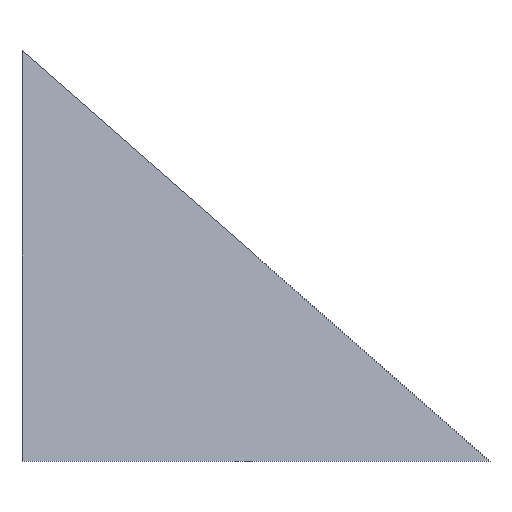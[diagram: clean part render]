
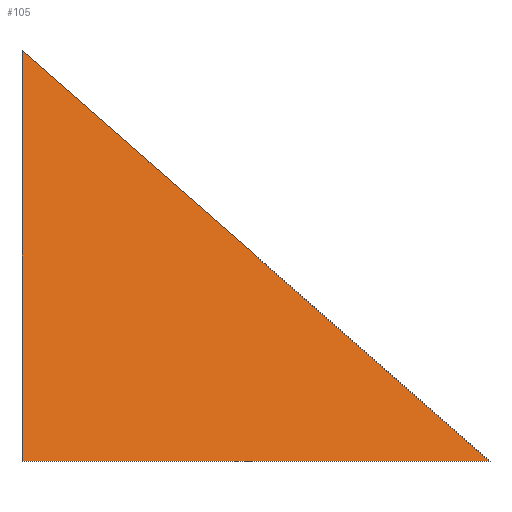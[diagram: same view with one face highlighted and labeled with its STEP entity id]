
A CAD part, front view. The second image highlights one B-rep face of the part: STEP entity #105.
In plain terms, the highlighted planar face has unit normal (0.514, -0.857, 0.042).
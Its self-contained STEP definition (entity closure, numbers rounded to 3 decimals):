
#21 = EDGE_CURVE('',#22,#24,#26,.T.);
#22 = VERTEX_POINT('',#23);
#23 = CARTESIAN_POINT('',(0.,367.959,0.));
#24 = VERTEX_POINT('',#25);
#25 = CARTESIAN_POINT('',(0.,382.872,
    306.687));
#26 = SURFACE_CURVE('',#27,(#31,#42),.PCURVE_S1.);
#27 = LINE('',#28,#29);
#28 = CARTESIAN_POINT('',(0.,384.356,
    337.191));
#29 = VECTOR('',#30,1.);
#30 = DIRECTION('',(0.,0.049,0.999));
#31 = PCURVE('',#32,#37);
#32 = PLANE('',#33);
#33 = AXIS2_PLACEMENT_3D('',#34,#35,#36);
#34 = CARTESIAN_POINT('',(0.,0.,0.));
#35 = DIRECTION('',(1.,0.,-0.));
#36 = DIRECTION('',(0.,0.,1.));
#37 = DEFINITIONAL_REPRESENTATION('',(#38),#41);
#38 = B_SPLINE_CURVE_WITH_KNOTS('',1,(#39,#40),.UNSPECIFIED.,.F.,.F.,(2,
    2),(-337.589,663.592),.PIECEWISE_BEZIER_KNOTS.);
#39 = CARTESIAN_POINT('',(0.,-367.959));
#40 = CARTESIAN_POINT('',(1000.,-416.587));
#41 = ( GEOMETRIC_REPRESENTATION_CONTEXT(2) 
PARAMETRIC_REPRESENTATION_CONTEXT() REPRESENTATION_CONTEXT('2D SPACE',''
  ) );
#42 = PCURVE('',#43,#48);
#43 = PLANE('',#44);
#44 = AXIS2_PLACEMENT_3D('',#45,#46,#47);
#45 = CARTESIAN_POINT('',(912.943,948.459,
    665.641));
#46 = DIRECTION('',(-0.514,0.857,-0.042)
  );
#47 = DIRECTION('',(0.857,0.515,0.));
#48 = DEFINITIONAL_REPRESENTATION('',(#49),#52);
#49 = B_SPLINE_CURVE_WITH_KNOTS('',1,(#50,#51),.UNSPECIFIED.,.F.,.F.,(2,
    2),(-337.589,663.592),.PIECEWISE_BEZIER_KNOTS.);
#50 = CARTESIAN_POINT('',(-1081.516,666.219));
#51 = CARTESIAN_POINT('',(-1056.485,-334.649));
#52 = ( GEOMETRIC_REPRESENTATION_CONTEXT(2) 
PARAMETRIC_REPRESENTATION_CONTEXT() REPRESENTATION_CONTEXT('2D SPACE',''
  ) );
#70 = PLANE('',#71);
#71 = AXIS2_PLACEMENT_3D('',#72,#73,#74);
#72 = CARTESIAN_POINT('',(0.,0.,0.));
#73 = DIRECTION('',(0.,0.,1.));
#74 = DIRECTION('',(1.,0.,-0.));
#95 = PLANE('',#96);
#96 = AXIS2_PLACEMENT_3D('',#97,#98,#99);
#97 = CARTESIAN_POINT('',(58.561,203.162,
    579.531));
#98 = DIRECTION('',(0.015,0.836,0.548));
#99 = DIRECTION('',(0.,-0.548,0.837));
#105 = ADVANCED_FACE('',(#106),#43,.F.);
#106 = FACE_BOUND('',#107,.F.);
#107 = EDGE_LOOP('',(#108,#109,#130));
#108 = ORIENTED_EDGE('',*,*,#21,.T.);
#109 = ORIENTED_EDGE('',*,*,#110,.F.);
#110 = EDGE_CURVE('',#111,#24,#113,.T.);
#111 = VERTEX_POINT('',#112);
#112 = CARTESIAN_POINT('',(349.282,577.668,
    0.));
#113 = SURFACE_CURVE('',#114,(#118,#124),.PCURVE_S1.);
#114 = LINE('',#115,#116);
#115 = CARTESIAN_POINT('',(151.767,467.513,
    173.428));
#116 = VECTOR('',#117,1.);
#117 = DIRECTION('',(-0.693,-0.387,0.609));
#118 = PCURVE('',#43,#119);
#119 = DEFINITIONAL_REPRESENTATION('',(#120),#123);
#120 = B_SPLINE_CURVE_WITH_KNOTS('',1,(#121,#122),.UNSPECIFIED.,.F.,.F.,
  (2,2),(-13200.723,11473.342),
  .PIECEWISE_BEZIER_KNOTS.);
#121 = CARTESIAN_POINT('',(9569.729,8532.581));
#122 = CARTESIAN_POINT('',(-10000.,-6495.233));
#123 = ( GEOMETRIC_REPRESENTATION_CONTEXT(2) 
PARAMETRIC_REPRESENTATION_CONTEXT() REPRESENTATION_CONTEXT('2D SPACE',''
  ) );
#124 = PCURVE('',#95,#125);
#125 = DEFINITIONAL_REPRESENTATION('',(#126),#129);
#126 = B_SPLINE_CURVE_WITH_KNOTS('',1,(#127,#128),.UNSPECIFIED.,.F.,.F.,
  (2,2),(-13200.723,11473.342),
  .PIECEWISE_BEZIER_KNOTS.);
#127 = CARTESIAN_POINT('',(-10000.,9242.834));
#128 = CARTESIAN_POINT('',(7785.735,-7859.128));
#129 = ( GEOMETRIC_REPRESENTATION_CONTEXT(2) 
PARAMETRIC_REPRESENTATION_CONTEXT() REPRESENTATION_CONTEXT('2D SPACE',''
  ) );
#130 = ORIENTED_EDGE('',*,*,#131,.T.);
#131 = EDGE_CURVE('',#111,#22,#132,.T.);
#132 = SURFACE_CURVE('',#133,(#137,#143),.PCURVE_S1.);
#133 = LINE('',#134,#135);
#134 = CARTESIAN_POINT('',(382.421,597.565,
    0.));
#135 = VECTOR('',#136,1.);
#136 = DIRECTION('',(-0.857,-0.515,0.));
#137 = PCURVE('',#43,#138);
#138 = DEFINITIONAL_REPRESENTATION('',(#139),#142);
#139 = B_SPLINE_CURVE_WITH_KNOTS('',1,(#140,#141),.UNSPECIFIED.,.F.,.F.,
  (2,2),(-720.342,446.055),.PIECEWISE_BEZIER_KNOTS.);
#140 = CARTESIAN_POINT('',(84.881,666.219));
#141 = CARTESIAN_POINT('',(-1081.516,666.219));
#142 = ( GEOMETRIC_REPRESENTATION_CONTEXT(2) 
PARAMETRIC_REPRESENTATION_CONTEXT() REPRESENTATION_CONTEXT('2D SPACE',''
  ) );
#143 = PCURVE('',#70,#144);
#144 = DEFINITIONAL_REPRESENTATION('',(#145),#148);
#145 = B_SPLINE_CURVE_WITH_KNOTS('',1,(#146,#147),.UNSPECIFIED.,.F.,.F.,
  (2,2),(-720.342,446.055),.PIECEWISE_BEZIER_KNOTS.);
#146 = CARTESIAN_POINT('',(1000.,968.359));
#147 = CARTESIAN_POINT('',(0.,367.959));
#148 = ( GEOMETRIC_REPRESENTATION_CONTEXT(2) 
PARAMETRIC_REPRESENTATION_CONTEXT() REPRESENTATION_CONTEXT('2D SPACE',''
  ) );
